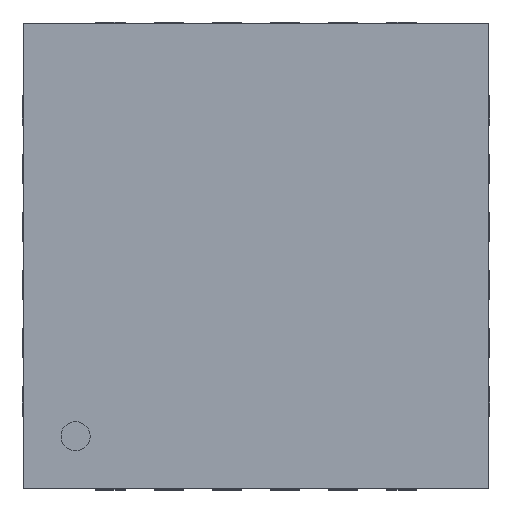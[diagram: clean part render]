
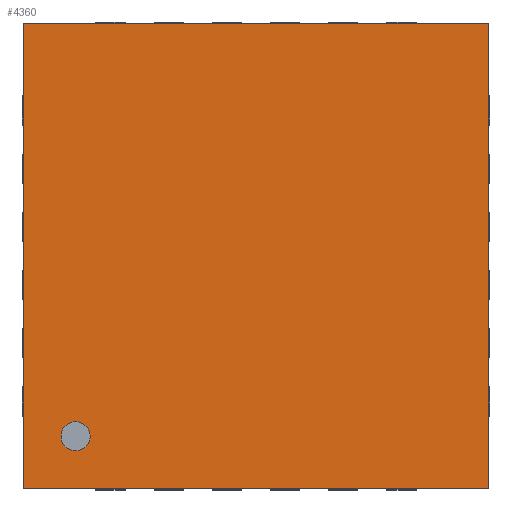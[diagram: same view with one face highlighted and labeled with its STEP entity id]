
A CAD part, top view. The second image highlights one B-rep face of the part: STEP entity #4360.
In plain terms, the highlighted planar face has unit normal (0, 0, 1).
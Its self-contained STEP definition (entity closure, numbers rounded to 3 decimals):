
#62=FACE_BOUND('',#497,.T.);
#72=PLANE('',#4592);
#274=FACE_OUTER_BOUND('',#496,.T.);
#496=EDGE_LOOP('',(#3172,#3173,#3174,#3175));
#497=EDGE_LOOP('',(#3176));
#817=LINE('',#6008,#1402);
#838=LINE('',#6043,#1423);
#858=LINE('',#6077,#1443);
#913=LINE('',#6392,#1498);
#1402=VECTOR('',#4908,1000.);
#1423=VECTOR('',#4931,1000.);
#1443=VECTOR('',#4953,1000.);
#1498=VECTOR('',#5012,1000.);
#1878=CIRCLE('',#4584,0.125);
#1880=VERTEX_POINT('',#5785);
#1988=VERTEX_POINT('',#6005);
#1989=VERTEX_POINT('',#6007);
#2002=VERTEX_POINT('',#6041);
#2015=VERTEX_POINT('',#6075);
#2291=EDGE_CURVE('',#1880,#1880,#1878,.T.);
#2401=EDGE_CURVE('',#1989,#1988,#817,.T.);
#2422=EDGE_CURVE('',#1988,#2002,#838,.T.);
#2442=EDGE_CURVE('',#2002,#2015,#858,.T.);
#2507=EDGE_CURVE('',#2015,#1989,#913,.T.);
#3172=ORIENTED_EDGE('',*,*,#2401,.T.);
#3173=ORIENTED_EDGE('',*,*,#2422,.T.);
#3174=ORIENTED_EDGE('',*,*,#2442,.T.);
#3175=ORIENTED_EDGE('',*,*,#2507,.T.);
#3176=ORIENTED_EDGE('',*,*,#2291,.F.);
#4360=ADVANCED_FACE('',(#274,#62),#72,.F.);
#4584=AXIS2_PLACEMENT_3D('',#5787,#4793,#4794);
#4592=AXIS2_PLACEMENT_3D('',#6419,#5030,#5031);
#4793=DIRECTION('center_axis',(0.,0.,1.));
#4794=DIRECTION('ref_axis',(1.,0.,0.));
#4908=DIRECTION('',(0.,1.,0.));
#4931=DIRECTION('',(-1.,0.,0.));
#4953=DIRECTION('',(0.,-1.,0.));
#5012=DIRECTION('',(1.,0.,0.));
#5030=DIRECTION('center_axis',(0.,0.,-1.));
#5031=DIRECTION('ref_axis',(-1.,0.,0.));
#5785=CARTESIAN_POINT('',(-1.675,-1.55,0.91));
#5787=CARTESIAN_POINT('Origin',(-1.55,-1.55,0.91));
#6005=CARTESIAN_POINT('',(2.,2.,0.91));
#6007=CARTESIAN_POINT('',(2.,-2.,0.91));
#6008=CARTESIAN_POINT('',(2.,-2.,0.91));
#6041=CARTESIAN_POINT('',(-2.,2.,0.91));
#6043=CARTESIAN_POINT('',(-2.,2.,0.91));
#6075=CARTESIAN_POINT('',(-2.,-2.,0.91));
#6077=CARTESIAN_POINT('',(-2.,-2.,0.91));
#6392=CARTESIAN_POINT('',(-2.,-2.,0.91));
#6419=CARTESIAN_POINT('Origin',(0.,0.,0.91));
